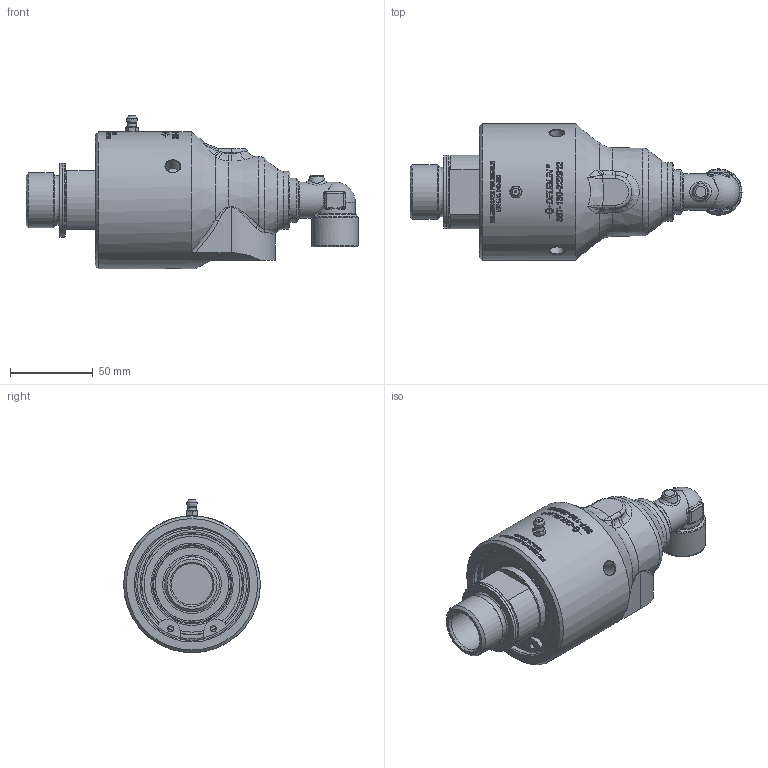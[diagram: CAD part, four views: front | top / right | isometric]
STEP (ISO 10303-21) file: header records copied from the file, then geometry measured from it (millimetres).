
FILE_DESCRIPTION(/* description */ (''),/* implementation_level */ '2;1');
FILE_NAME(/* name */ '357-130-222912-IC.stp',/* time_stamp */ '2022-02-17T10:30:32+01:00',/* author */ ('mskipas'),/* organization */ (''),/* preprocessor_version */ 'ST-DEVELOPER v18.1',/* originating_system */ 'Autodesk Inventor 2022',/* authorisation */ '');
FILE_SCHEMA (('AP203_CONFIGURATION_CONTROLLED_3D_DESIGN_OF_MECHANICAL_PARTS_AND_ASSEMBLIES_MIM_LF { 1 0 10303 203 3 1 4 }','AUTOMOTIVE_DESIGN { 1 0 10303 214 3 1 1 }'));
Products named in the file (1): 357-130-222912-IC
Bounding box: 200.71 x 82.6 x 92.59 mm (x, y, z)
Volume: 501098.2 mm3; surface area: 63083.1 mm2
Topology: 1 solids, 5 shells, 1110 faces, 2897 edges, 1875 vertices
Faces by surface type: bspline 508, plane 371, cylinder 154, cone 33, torus 27, sphere 17
Full cylindrical faces by diameter (mm): 3 x1, 3.12 x2, 3.72 x2, 8.6 x3, 18.631 x1, 22 x1, 25 x1, 28 x1, 30.291 x1, 33.249 x1, 35.4 x1, 39.4 x1, 40 x1, 44.5 x1, 44.65 x2, 47.764 x1, 49.775 x1, 57.913 x1, 60.725 x1, 61.1 x1, 68 x1, 68.1 x1, 73.8 x1, 82.6 x1
Entity records: 130822 total; most frequent: CARTESIAN_POINT 106969, ORIENTED_EDGE 5748, DIRECTION 3249, EDGE_CURVE 2874, VERTEX_POINT 1875, B_SPLINE_CURVE_WITH_KNOTS 1316, EDGE_LOOP 1219, AXIS2_PLACEMENT_3D 1113
